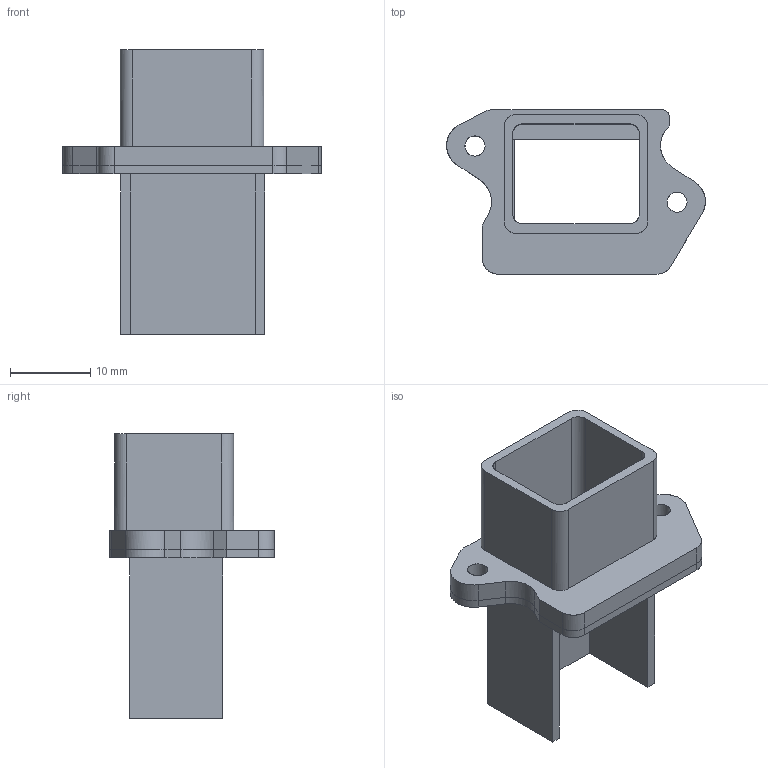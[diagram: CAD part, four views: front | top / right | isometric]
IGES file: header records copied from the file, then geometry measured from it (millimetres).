
Global section: file name: 09_45_IP67_plastic_push_pull_housing_M2_5_and_flat_seal.igs; preprocessor: I-DEAS 3D IGES Translator 10; date: 20051222.170410; units: millimetre
Bounding box: 32.28 x 20.5 x 35.5 mm (x, y, z)
Surface area: 4633.1 mm2 (no closed solid volume)
Topology: 0 solids, 0 shells, 82 faces, 473 edges, 465 vertices
Faces by surface type: bspline 82
